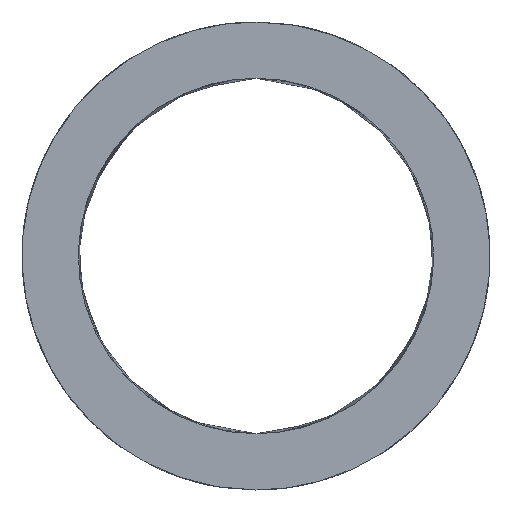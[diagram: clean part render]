
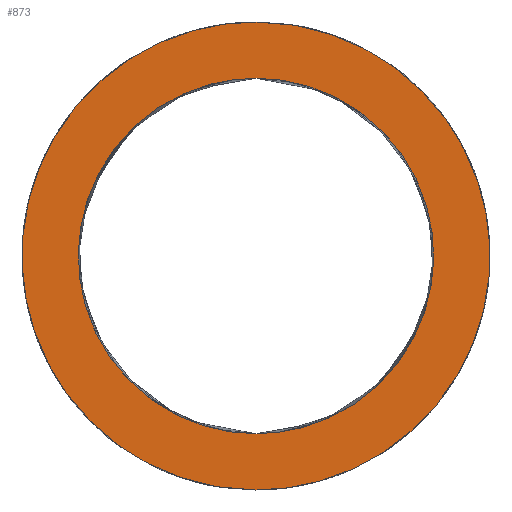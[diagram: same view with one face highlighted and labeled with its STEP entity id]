
A CAD part, front view. The second image highlights one B-rep face of the part: STEP entity #873.
In plain terms, the highlighted free-form (B-spline) face has degree [1, 1] with [2, 2] control points.
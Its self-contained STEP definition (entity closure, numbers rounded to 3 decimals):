
#328 = VERTEX_POINT('',#329);
#329 = CARTESIAN_POINT('',(0.,0.,-11.536));
#334 = EDGE_CURVE('',#328,#335,#337,.T.);
#335 = VERTEX_POINT('',#336);
#336 = CARTESIAN_POINT('',(0.,0.,11.536));
#337 = ( BOUNDED_CURVE() B_SPLINE_CURVE(2,(#338,#339,#340,#341,#342),
.UNSPECIFIED.,.F.,.F.) B_SPLINE_CURVE_WITH_KNOTS((3,2,3),(3.142,
4.712,6.283),.PIECEWISE_BEZIER_KNOTS.) CURVE() 
GEOMETRIC_REPRESENTATION_ITEM() RATIONAL_B_SPLINE_CURVE((1.,
0.707,1.,0.707,1.)) REPRESENTATION_ITEM('') );
#338 = CARTESIAN_POINT('',(0.,0.,-11.536));
#339 = CARTESIAN_POINT('',(-11.536,0.,-11.536));
#340 = CARTESIAN_POINT('',(-11.536,0.,0.));
#341 = CARTESIAN_POINT('',(-11.536,0.,11.536));
#342 = CARTESIAN_POINT('',(0.,0.,11.536));
#744 = VERTEX_POINT('',#745);
#745 = CARTESIAN_POINT('',(0.,0.,15.19));
#750 = EDGE_CURVE('',#744,#751,#753,.T.);
#751 = VERTEX_POINT('',#752);
#752 = CARTESIAN_POINT('',(0.,0.,-15.19));
#753 = ( BOUNDED_CURVE() B_SPLINE_CURVE(2,(#754,#755,#756,#757,#758),
.UNSPECIFIED.,.F.,.F.) B_SPLINE_CURVE_WITH_KNOTS((3,2,3),(0.,
1.571,3.142),.PIECEWISE_BEZIER_KNOTS.) CURVE() 
GEOMETRIC_REPRESENTATION_ITEM() RATIONAL_B_SPLINE_CURVE((1.,
0.707,1.,0.707,1.)) REPRESENTATION_ITEM('') );
#754 = CARTESIAN_POINT('',(0.,0.,15.19));
#755 = CARTESIAN_POINT('',(15.19,0.,15.19));
#756 = CARTESIAN_POINT('',(15.19,0.,0.));
#757 = CARTESIAN_POINT('',(15.19,0.,-15.19));
#758 = CARTESIAN_POINT('',(0.,0.,-15.19));
#873 = ADVANCED_FACE('',(#874,#885),#896,.F.);
#874 = FACE_BOUND('',#875,.T.);
#875 = EDGE_LOOP('',(#876,#884));
#876 = ORIENTED_EDGE('',*,*,#877,.F.);
#877 = EDGE_CURVE('',#751,#744,#878,.T.);
#878 = ( BOUNDED_CURVE() B_SPLINE_CURVE(2,(#879,#880,#881,#882,#883),
.UNSPECIFIED.,.F.,.F.) B_SPLINE_CURVE_WITH_KNOTS((3,2,3),(3.142,
4.712,6.283),.PIECEWISE_BEZIER_KNOTS.) CURVE() 
GEOMETRIC_REPRESENTATION_ITEM() RATIONAL_B_SPLINE_CURVE((1.,
0.707,1.,0.707,1.)) REPRESENTATION_ITEM('') );
#879 = CARTESIAN_POINT('',(0.,0.,-15.19));
#880 = CARTESIAN_POINT('',(-15.19,0.,-15.19));
#881 = CARTESIAN_POINT('',(-15.19,0.,0.));
#882 = CARTESIAN_POINT('',(-15.19,0.,15.19));
#883 = CARTESIAN_POINT('',(0.,0.,15.19));
#884 = ORIENTED_EDGE('',*,*,#750,.F.);
#885 = FACE_BOUND('',#886,.T.);
#886 = EDGE_LOOP('',(#887,#888));
#887 = ORIENTED_EDGE('',*,*,#334,.T.);
#888 = ORIENTED_EDGE('',*,*,#889,.T.);
#889 = EDGE_CURVE('',#335,#328,#890,.T.);
#890 = ( BOUNDED_CURVE() B_SPLINE_CURVE(2,(#891,#892,#893,#894,#895),
.UNSPECIFIED.,.F.,.F.) B_SPLINE_CURVE_WITH_KNOTS((3,2,3),(0.,
1.571,3.142),.PIECEWISE_BEZIER_KNOTS.) CURVE() 
GEOMETRIC_REPRESENTATION_ITEM() RATIONAL_B_SPLINE_CURVE((1.,
0.707,1.,0.707,1.)) REPRESENTATION_ITEM('') );
#891 = CARTESIAN_POINT('',(0.,0.,11.536));
#892 = CARTESIAN_POINT('',(11.536,0.,11.536));
#893 = CARTESIAN_POINT('',(11.536,0.,0.));
#894 = CARTESIAN_POINT('',(11.536,0.,-11.536));
#895 = CARTESIAN_POINT('',(0.,0.,-11.536));
#896 = B_SPLINE_SURFACE_WITH_KNOTS('',1,1,(
    (#897,#898)
    ,(#899,#900
    )),.UNSPECIFIED.,.F.,.F.,.F.,(2,2),(2,2),(-15.,15.),(-15.,15.),
  .PIECEWISE_BEZIER_KNOTS.);
#897 = CARTESIAN_POINT('',(-15.19,0.,-15.19));
#898 = CARTESIAN_POINT('',(15.19,0.,-15.19));
#899 = CARTESIAN_POINT('',(-15.19,0.,15.19));
#900 = CARTESIAN_POINT('',(15.19,0.,15.19));
